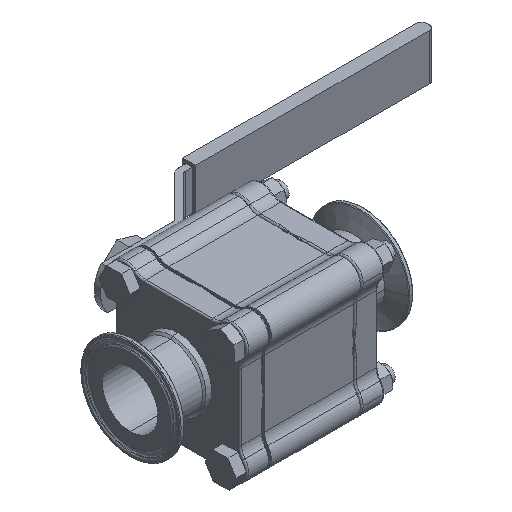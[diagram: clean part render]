
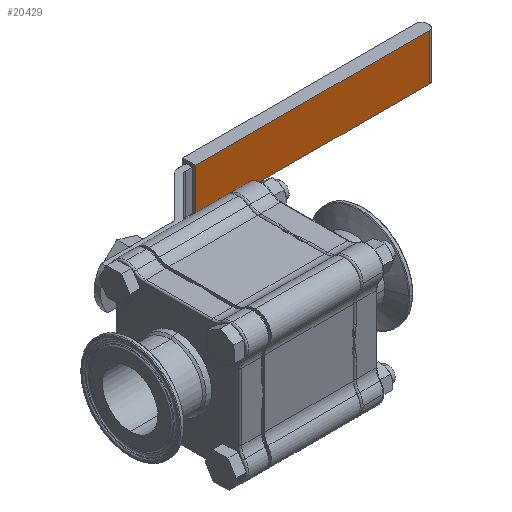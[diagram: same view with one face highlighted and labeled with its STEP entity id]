
A CAD part, isometric view. The second image highlights one B-rep face of the part: STEP entity #20429.
In plain terms, the highlighted planar face has unit normal (0, -1, 0).
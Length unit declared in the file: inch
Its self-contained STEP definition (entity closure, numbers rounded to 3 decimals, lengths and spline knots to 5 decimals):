
#47 = LINE ( 'NONE', #25968, #11380 ) ;
#1567 = VECTOR ( 'NONE', #11052, 39.37008 ) ;
#2059 = EDGE_CURVE ( 'NONE', #13899, #13045, #13620, .T. ) ;
#3754 = CARTESIAN_POINT ( 'NONE',  ( 6.18808, 4.33475, -0.5665 ) ) ;
#3828 = EDGE_CURVE ( 'NONE', #16431, #14729, #10431, .T. ) ;
#5044 = CARTESIAN_POINT ( 'NONE',  ( 6.18808, 4.33475, 0.57523 ) ) ;
#5885 = ORIENTED_EDGE ( 'NONE', *, *, #29096, .T. ) ;
#7498 = DIRECTION ( 'NONE',  ( -1., 0., 0. ) ) ;
#7986 = AXIS2_PLACEMENT_3D ( 'NONE', #5044, #21041, #7498 ) ;
#8694 = ORIENTED_EDGE ( 'NONE', *, *, #3828, .F. ) ;
#8704 = ORIENTED_EDGE ( 'NONE', *, *, #2059, .T. ) ;
#9528 = CARTESIAN_POINT ( 'NONE',  ( 6.18808, 4.33475, 0.57523 ) ) ;
#9716 = VECTOR ( 'NONE', #11782, 39.37008 ) ;
#10431 = LINE ( 'NONE', #9528, #9716 ) ;
#10891 = CARTESIAN_POINT ( 'NONE',  ( 6.18808, 4.33475, 0.57523 ) ) ;
#11052 = DIRECTION ( 'NONE',  ( 0., 0., -1. ) ) ;
#11380 = VECTOR ( 'NONE', #12348, 39.37008 ) ;
#11782 = DIRECTION ( 'NONE',  ( 0., 0., -1. ) ) ;
#12298 = FACE_OUTER_BOUND ( 'NONE', #22083, .T. ) ;
#12348 = DIRECTION ( 'NONE',  ( 1., 0., 0. ) ) ;
#13045 = VERTEX_POINT ( 'NONE', #17547 ) ;
#13620 = LINE ( 'NONE', #24608, #1567 ) ;
#13899 = VERTEX_POINT ( 'NONE', #29145 ) ;
#14729 = VERTEX_POINT ( 'NONE', #3754 ) ;
#16431 = VERTEX_POINT ( 'NONE', #10891 ) ;
#17547 = CARTESIAN_POINT ( 'NONE',  ( 0.42036, 4.33475, -0.5665 ) ) ;
#18751 = PLANE ( 'NONE',  #7986 ) ;
#20429 = ADVANCED_FACE ( 'NONE', ( #12298 ), #18751, .F. ) ;
#21041 = DIRECTION ( 'NONE',  ( 0., 1., 0. ) ) ;
#22083 = EDGE_LOOP ( 'NONE', ( #23923, #8704, #5885, #8694 ) ) ;
#23923 = ORIENTED_EDGE ( 'NONE', *, *, #26465, .F. ) ;
#24608 = CARTESIAN_POINT ( 'NONE',  ( 0.42036, 4.33475, 0.57523 ) ) ;
#25832 = CARTESIAN_POINT ( 'NONE',  ( 6.18808, 4.33475, -0.5665 ) ) ;
#25968 = CARTESIAN_POINT ( 'NONE',  ( 6.18808, 4.33475, 0.57523 ) ) ;
#26465 = EDGE_CURVE ( 'NONE', #13899, #16431, #47, .T. ) ;
#28104 = DIRECTION ( 'NONE',  ( 1., 0., 0. ) ) ;
#28459 = VECTOR ( 'NONE', #28104, 39.37008 ) ;
#29096 = EDGE_CURVE ( 'NONE', #13045, #14729, #29164, .T. ) ;
#29145 = CARTESIAN_POINT ( 'NONE',  ( 0.42036, 4.33475, 0.57523 ) ) ;
#29164 = LINE ( 'NONE', #25832, #28459 ) ;
